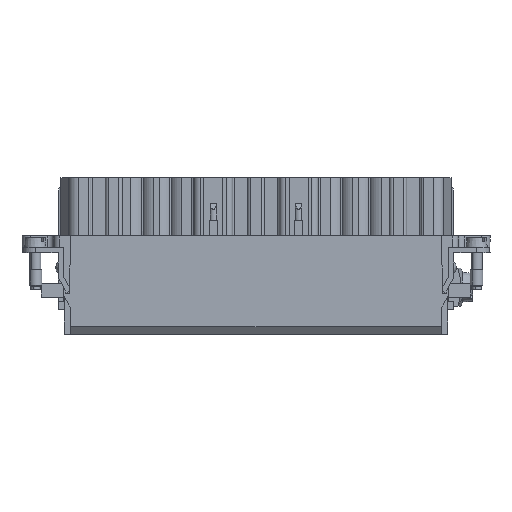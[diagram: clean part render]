
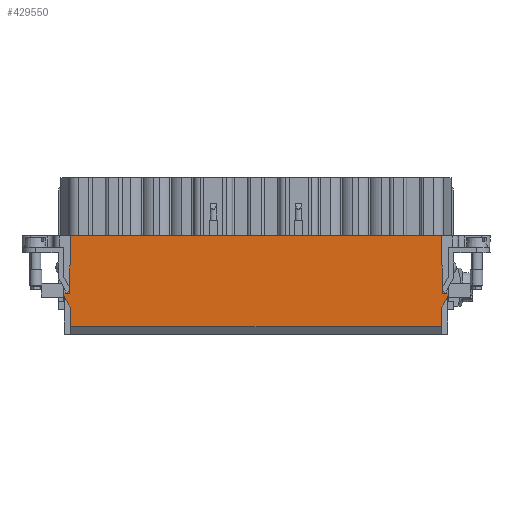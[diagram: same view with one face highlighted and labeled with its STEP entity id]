
A CAD part, left-side view. The second image highlights one B-rep face of the part: STEP entity #429550.
In plain terms, the highlighted face is planar.
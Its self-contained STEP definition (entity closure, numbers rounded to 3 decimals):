
#38480=CARTESIAN_POINT('',(83.65,-16.782,
-24.1));
#38490=VERTEX_POINT('',#38480);
#38520=CARTESIAN_POINT('',(135.355,-16.781,
-24.1));
#38530=DIRECTION('',(1.,0.,
0.));
#38540=VECTOR('',#38530,1.);
#38550=LINE('',#38520,#38540);
#38560=CARTESIAN_POINT('',(171.078,-16.781,
-24.1));
#38570=VERTEX_POINT('',#38560);
#38580=EDGE_CURVE('',#38490,#38570,#38550,.T.);
#428610=CARTESIAN_POINT('',(90.514,-16.782,
-6.167));
#428620=DIRECTION('',(0.,1.,
0.));
#428630=DIRECTION('',(-1.,0.,
0.));
#428640=AXIS2_PLACEMENT_3D('',#428610,#428620,#428630);
#428650=PLANE('',#428640);
#428660=CARTESIAN_POINT('',(171.014,-16.781,
-23.8));
#428670=DIRECTION('',(0.,0.,1.));
#428680=VECTOR('',#428670,1.);
#428690=LINE('',#428660,#428680);
#428700=CARTESIAN_POINT('',(171.014,-16.781,
-7.05));
#428710=VERTEX_POINT('',#428700);
#428720=CARTESIAN_POINT('',(171.014,-16.781,
-2.72));
#428730=VERTEX_POINT('',#428720);
#428740=EDGE_CURVE('',#428710,#428730,#428690,.T.);
#428750=ORIENTED_EDGE('',*,*,#428740,.T.);
#428760=CARTESIAN_POINT('',(180.685,-16.781,
-23.8));
#428770=DIRECTION('',(-0.5,0.,
0.866));
#428780=VECTOR('',#428770,1.);
#428790=LINE('',#428760,#428780);
#428800=CARTESIAN_POINT('',(172.613,-16.781,
-9.819));
#428810=VERTEX_POINT('',#428800);
#428820=EDGE_CURVE('',#428810,#428710,#428790,.T.);
#428830=ORIENTED_EDGE('',*,*,#428820,.T.);
#428840=CARTESIAN_POINT('',(172.857,-16.781,
-23.8));
#428850=DIRECTION('',(0.017,0.,
-1.));
#428860=VECTOR('',#428850,1.);
#428870=LINE('',#428840,#428860);
#428880=CARTESIAN_POINT('',(172.626,-16.781,
-10.6));
#428890=VERTEX_POINT('',#428880);
#428900=EDGE_CURVE('',#428810,#428890,#428870,.T.);
#428910=ORIENTED_EDGE('',*,*,#428900,.F.);
#428920=CARTESIAN_POINT('',(175.556,-16.781,
-10.6));
#428930=DIRECTION('',(-1.,0.,
0.));
#428940=VECTOR('',#428930,1.);
#428950=LINE('',#428920,#428940);
#428960=CARTESIAN_POINT('',(171.314,-16.781,
-10.6));
#428970=VERTEX_POINT('',#428960);
#428980=EDGE_CURVE('',#428890,#428970,#428950,.T.);
#428990=ORIENTED_EDGE('',*,*,#428980,.F.);
#429000=CARTESIAN_POINT('',(171.084,-16.781,
-23.8));
#429010=DIRECTION('',(0.017,0.,
1.));
#429020=VECTOR('',#429010,1.);
#429030=LINE('',#429000,#429020);
#429040=EDGE_CURVE('',#38570,#428970,#429030,.T.);
#429050=ORIENTED_EDGE('',*,*,#429040,.T.);
#429060=ORIENTED_EDGE('',*,*,#38580,.T.);
#429070=CARTESIAN_POINT('',(83.644,-16.782,
-23.8));
#429080=DIRECTION('',(0.017,0.,
-1.));
#429090=VECTOR('',#429080,1.);
#429100=LINE('',#429070,#429090);
#429110=CARTESIAN_POINT('',(83.414,-16.782,
-10.6));
#429120=VERTEX_POINT('',#429110);
#429130=EDGE_CURVE('',#429120,#38490,#429100,.T.);
#429140=ORIENTED_EDGE('',*,*,#429130,.T.);
#429150=CARTESIAN_POINT('',(115.256,-16.782,
-10.6));
#429160=DIRECTION('',(1.,0.,
0.));
#429170=VECTOR('',#429160,1.);
#429180=LINE('',#429150,#429170);
#429190=CARTESIAN_POINT('',(82.102,-16.782,
-10.6));
#429200=VERTEX_POINT('',#429190);
#429210=EDGE_CURVE('',#429200,#429120,#429180,.T.);
#429220=ORIENTED_EDGE('',*,*,#429210,.T.);
#429230=CARTESIAN_POINT('',(81.871,-16.782,
-23.8));
#429240=DIRECTION('',(-0.017,0.,
-1.));
#429250=VECTOR('',#429240,1.);
#429260=LINE('',#429230,#429250);
#429270=CARTESIAN_POINT('',(82.115,-16.782,
-9.819));
#429280=VERTEX_POINT('',#429270);
#429290=EDGE_CURVE('',#429280,#429200,#429260,.T.);
#429300=ORIENTED_EDGE('',*,*,#429290,.T.);
#429310=CARTESIAN_POINT('',(74.043,-16.782,
-23.8));
#429320=DIRECTION('',(-0.5,0.,
-0.866));
#429330=VECTOR('',#429320,1.);
#429340=LINE('',#429310,#429330);
#429350=CARTESIAN_POINT('',(83.714,-16.782,
-7.05));
#429360=VERTEX_POINT('',#429350);
#429370=EDGE_CURVE('',#429360,#429280,#429340,.T.);
#429380=ORIENTED_EDGE('',*,*,#429370,.T.);
#429390=CARTESIAN_POINT('',(83.714,-16.782,
-23.8));
#429400=DIRECTION('',(0.,0.,-1.));
#429410=VECTOR('',#429400,1.);
#429420=LINE('',#429390,#429410);
#429430=CARTESIAN_POINT('',(83.714,-16.782,
-2.72));
#429440=VERTEX_POINT('',#429430);
#429450=EDGE_CURVE('',#429440,#429360,#429420,.T.);
#429460=ORIENTED_EDGE('',*,*,#429450,.T.);
#429470=CARTESIAN_POINT('',(139.224,-16.781,
-2.72));
#429480=DIRECTION('',(-1.,0.,
0.));
#429490=VECTOR('',#429480,1.);
#429500=LINE('',#429470,#429490);
#429510=EDGE_CURVE('',#428730,#429440,#429500,.T.);
#429520=ORIENTED_EDGE('',*,*,#429510,.T.);
#429530=EDGE_LOOP('',(#429520,#429460,#429380,#429300,#429220,#429140,
#429060,#429050,#428990,#428910,#428830,#428750));
#429540=FACE_OUTER_BOUND('',#429530,.T.);
#429550=ADVANCED_FACE('',(#429540),#428650,.F.);
